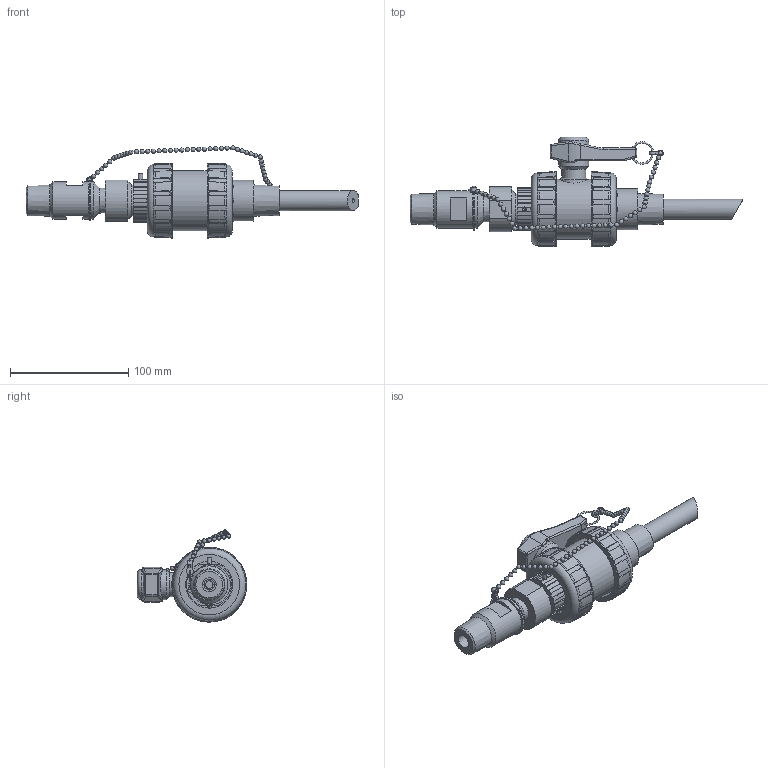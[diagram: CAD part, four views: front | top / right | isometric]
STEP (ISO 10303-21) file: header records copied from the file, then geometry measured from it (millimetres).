
FILE_DESCRIPTION((''),'2;1');
FILE_NAME('CCS-76-CPVC_R0.stp','2017-08-01T11:06:22',('salesdesk5'),(''),'Autodesk Inventor 2009','Autodesk Inventor 2009','');
FILE_SCHEMA(('AUTOMOTIVE_DESIGN { 1 0 10303 214 1 1 1 1 }'));
Length unit declared in the file: inch
Products named in the file (1): CCS-76-CPVC_R0
Bounding box: 281.15 x 92.72 x 78.11 mm (x, y, z)
Volume: 316921.5 mm3; surface area: 69006 mm2
Topology: 1 solids, 2 shells, 606 faces, 1541 edges, 955 vertices
Faces by surface type: plane 225, cylinder 145, bspline 78, cone 61, sphere 57, torus 40
Full cylindrical faces by diameter (mm): 2.5 x1, 3.175 x1, 3.81 x1, 6.35 x2, 11.906 x1, 14.173 x1, 14.224 x1, 17.145 x1, 20.32 x1, 25.4 x2, 28.956 x1, 31.75 x2, 34.544 x1, 39.878 x2, 45.745 x2, 50.8 x1, 54.864 x2, 63.5 x2
Entity records: 20043 total; most frequent: CARTESIAN_POINT 5838, DIRECTION 2950, ORIENTED_EDGE 2658, EDGE_CURVE 1329, AXIS2_PLACEMENT_3D 1169, VERTEX_POINT 904, EDGE_LOOP 797, VECTOR 612
